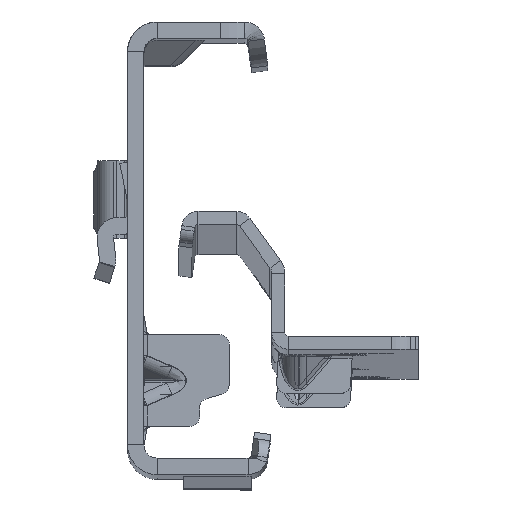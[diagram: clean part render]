
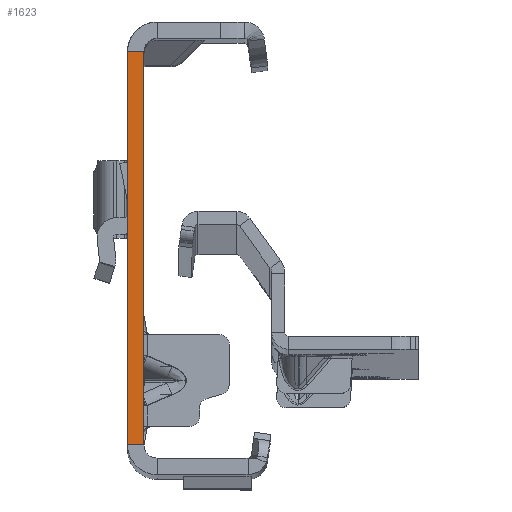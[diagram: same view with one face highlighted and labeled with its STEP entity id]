
A CAD part, top view. The second image highlights one B-rep face of the part: STEP entity #1623.
In plain terms, the highlighted planar face has unit normal (0, 0, 1).
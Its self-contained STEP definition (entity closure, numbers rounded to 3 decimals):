
#662 = EDGE_CURVE ( 'NONE', #4978, #11986, #6897, .T. ) ;
#1623 = ADVANCED_FACE ( 'NONE', ( #7621 ), #3721, .T. ) ;
#2080 = CARTESIAN_POINT ( 'NONE',  ( -2.5, -32., 0. ) ) ;
#2400 = VERTEX_POINT ( 'NONE', #3900 ) ;
#3443 = DIRECTION ( 'NONE',  ( 1., 0., 0. ) ) ;
#3596 = ORIENTED_EDGE ( 'NONE', *, *, #7194, .F. ) ;
#3660 = AXIS2_PLACEMENT_3D ( 'NONE', #2080, #14382, #3443 ) ;
#3721 = PLANE ( 'NONE',  #3660 ) ;
#3844 = DIRECTION ( 'NONE',  ( -1., 0., 0. ) ) ;
#3900 = CARTESIAN_POINT ( 'NONE',  ( -2.5, -30., 0. ) ) ;
#4254 = EDGE_CURVE ( 'NONE', #9635, #2400, #12406, .T. ) ;
#4376 = LINE ( 'NONE', #7165, #12527 ) ;
#4978 = VERTEX_POINT ( 'NONE', #9629 ) ;
#5132 = LINE ( 'NONE', #10561, #9730 ) ;
#5612 = CARTESIAN_POINT ( 'NONE',  ( 0., -32., 0. ) ) ;
#5777 = VECTOR ( 'NONE', #12665, 1000. ) ;
#6396 = ORIENTED_EDGE ( 'NONE', *, *, #15536, .T. ) ;
#6897 = LINE ( 'NONE', #5612, #7565 ) ;
#7165 = CARTESIAN_POINT ( 'NONE',  ( 0., -30., 0. ) ) ;
#7194 = EDGE_CURVE ( 'NONE', #11986, #2400, #4376, .T. ) ;
#7565 = VECTOR ( 'NONE', #16769, 1000. ) ;
#7621 = FACE_OUTER_BOUND ( 'NONE', #9552, .T. ) ;
#8404 = ORIENTED_EDGE ( 'NONE', *, *, #4254, .T. ) ;
#9552 = EDGE_LOOP ( 'NONE', ( #12332, #6396, #8404, #3596 ) ) ;
#9629 = CARTESIAN_POINT ( 'NONE',  ( 0., 30., 0. ) ) ;
#9635 = VERTEX_POINT ( 'NONE', #17909 ) ;
#9730 = VECTOR ( 'NONE', #3844, 1000. ) ;
#10561 = CARTESIAN_POINT ( 'NONE',  ( 0., 30., 0. ) ) ;
#11986 = VERTEX_POINT ( 'NONE', #13151 ) ;
#12314 = CARTESIAN_POINT ( 'NONE',  ( -2.5, -32., 0. ) ) ;
#12332 = ORIENTED_EDGE ( 'NONE', *, *, #662, .F. ) ;
#12406 = LINE ( 'NONE', #12314, #5777 ) ;
#12527 = VECTOR ( 'NONE', #12709, 1000. ) ;
#12665 = DIRECTION ( 'NONE',  ( 0., -1., 0. ) ) ;
#12709 = DIRECTION ( 'NONE',  ( -1., 0., 0. ) ) ;
#13151 = CARTESIAN_POINT ( 'NONE',  ( 0., -30., 0. ) ) ;
#14382 = DIRECTION ( 'NONE',  ( 0., 0., 1. ) ) ;
#15536 = EDGE_CURVE ( 'NONE', #4978, #9635, #5132, .T. ) ;
#16769 = DIRECTION ( 'NONE',  ( 0., -1., 0. ) ) ;
#17909 = CARTESIAN_POINT ( 'NONE',  ( -2.5, 30., 0. ) ) ;
